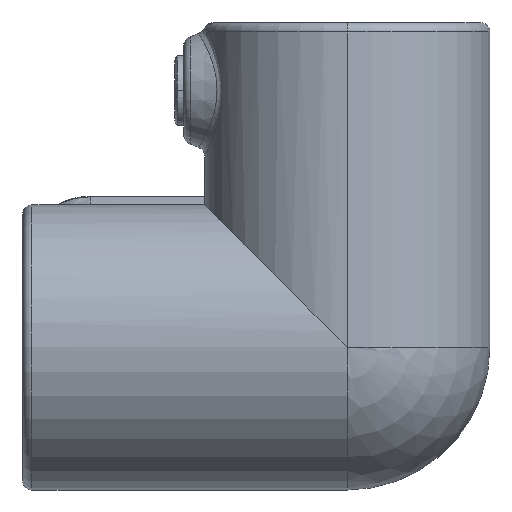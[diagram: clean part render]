
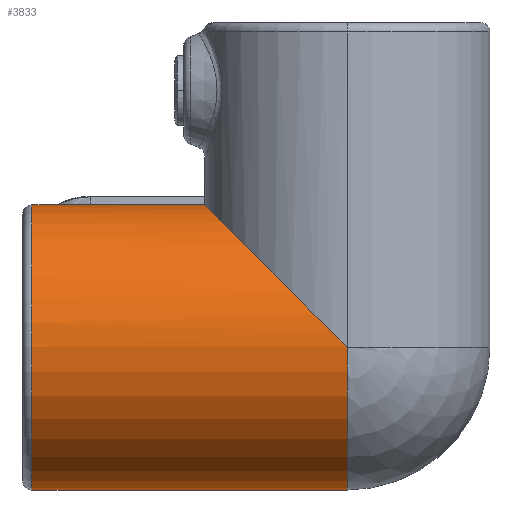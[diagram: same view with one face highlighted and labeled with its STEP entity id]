
A CAD part, left-side view. The second image highlights one B-rep face of the part: STEP entity #3833.
In plain terms, the highlighted cylindrical face has radius 30.5 mm (diameter 61 mm), a partial arc.
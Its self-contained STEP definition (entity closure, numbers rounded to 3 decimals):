
#97 = DIRECTION ( 'NONE',  ( 0., -1., 0. ) ) ;
#111 = ORIENTED_EDGE ( 'NONE', *, *, #4057, .F. ) ;
#137 = CARTESIAN_POINT ( 'NONE',  ( 0., 67.5, 30.5 ) ) ;
#148 = VERTEX_POINT ( 'NONE', #1462 ) ;
#217 = CARTESIAN_POINT ( 'NONE',  ( 0., 0., -30.5 ) ) ;
#225 = VERTEX_POINT ( 'NONE', #4011 ) ;
#473 = CARTESIAN_POINT ( 'NONE',  ( 0., 69.5, 0. ) ) ;
#616 = DIRECTION ( 'NONE',  ( 0., 0., 1. ) ) ;
#696 = EDGE_CURVE ( 'NONE', #3583, #2906, #1404, .T. ) ;
#1042 = CARTESIAN_POINT ( 'NONE',  ( -30.5, 0., 0. ) ) ;
#1290 = ORIENTED_EDGE ( 'NONE', *, *, #1806, .T. ) ;
#1373 = ORIENTED_EDGE ( 'NONE', *, *, #2238, .F. ) ;
#1404 = CIRCLE ( 'NONE', #2387, 30.5 ) ;
#1462 = CARTESIAN_POINT ( 'NONE',  ( 0., 30.5, 30.5 ) ) ;
#1500 = ORIENTED_EDGE ( 'NONE', *, *, #696, .T. ) ;
#1507 = CYLINDRICAL_SURFACE ( 'NONE', #3920, 30.5 ) ;
#1597 = EDGE_CURVE ( 'NONE', #225, #3583, #4363, .T. ) ;
#1641 = DIRECTION ( 'NONE',  ( 0., -1., 0. ) ) ;
#1658 = DIRECTION ( 'NONE',  ( 0., -1., 0. ) ) ;
#1806 = EDGE_CURVE ( 'NONE', #5019, #225, #2791, .T. ) ;
#2222 = ORIENTED_EDGE ( 'NONE', *, *, #1597, .T. ) ;
#2238 = EDGE_CURVE ( 'NONE', #148, #2906, #2877, .T. ) ;
#2286 = CARTESIAN_POINT ( 'NONE',  ( -17.866, 30.5, 30.5 ) ) ;
#2387 = AXIS2_PLACEMENT_3D ( 'NONE', #2833, #2909, #2828 ) ;
#2632 = AXIS2_PLACEMENT_3D ( 'NONE', #4067, #1658, #616 ) ;
#2791 = CIRCLE ( 'NONE', #2632, 30.5 ) ;
#2828 = DIRECTION ( 'NONE',  ( 0., 0., 1. ) ) ;
#2833 = CARTESIAN_POINT ( 'NONE',  ( 0., 0., 0. ) ) ;
#2877 =( BOUNDED_CURVE ( )  B_SPLINE_CURVE ( 3, ( #5112, #2286, #3873, #1042 ),
 .UNSPECIFIED., .F., .T. ) 
 B_SPLINE_CURVE_WITH_KNOTS ( ( 4, 4 ),
 ( 0., 1.571 ),
 .UNSPECIFIED. ) 
 CURVE ( )  GEOMETRIC_REPRESENTATION_ITEM ( )  RATIONAL_B_SPLINE_CURVE ( ( 1., 0.805, 0.805, 1. ) ) 
 REPRESENTATION_ITEM ( '' )  );
#2906 = VERTEX_POINT ( 'NONE', #4405 ) ;
#2909 = DIRECTION ( 'NONE',  ( 0., 1., 0. ) ) ;
#2913 = DIRECTION ( 'NONE',  ( 0., -1., 0. ) ) ;
#3140 = LINE ( 'NONE', #3409, #5184 ) ;
#3264 = VECTOR ( 'NONE', #1641, 1000. ) ;
#3300 = DIRECTION ( 'NONE',  ( 0., 0., -1. ) ) ;
#3409 = CARTESIAN_POINT ( 'NONE',  ( 0., 69.5, 30.5 ) ) ;
#3583 = VERTEX_POINT ( 'NONE', #217 ) ;
#3736 = FACE_OUTER_BOUND ( 'NONE', #4504, .T. ) ;
#3813 = CARTESIAN_POINT ( 'NONE',  ( 0., 69.5, -30.5 ) ) ;
#3833 = ADVANCED_FACE ( 'NONE', ( #3736 ), #1507, .T. ) ;
#3873 = CARTESIAN_POINT ( 'NONE',  ( -30.5, 17.866, 17.866 ) ) ;
#3920 = AXIS2_PLACEMENT_3D ( 'NONE', #473, #2913, #3300 ) ;
#4011 = CARTESIAN_POINT ( 'NONE',  ( 0., 67.5, -30.5 ) ) ;
#4057 = EDGE_CURVE ( 'NONE', #5019, #148, #3140, .T. ) ;
#4067 = CARTESIAN_POINT ( 'NONE',  ( 0., 67.5, 0. ) ) ;
#4363 = LINE ( 'NONE', #3813, #3264 ) ;
#4405 = CARTESIAN_POINT ( 'NONE',  ( -30.5, 0., 0. ) ) ;
#4504 = EDGE_LOOP ( 'NONE', ( #111, #1290, #2222, #1500, #1373 ) ) ;
#5019 = VERTEX_POINT ( 'NONE', #137 ) ;
#5112 = CARTESIAN_POINT ( 'NONE',  ( 0., 30.5, 30.5 ) ) ;
#5184 = VECTOR ( 'NONE', #97, 1000. ) ;
